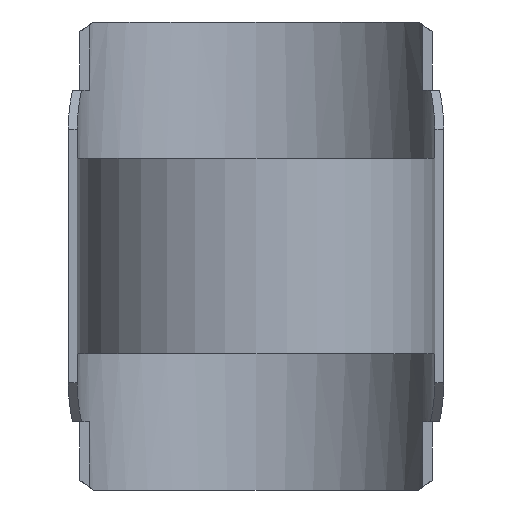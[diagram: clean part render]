
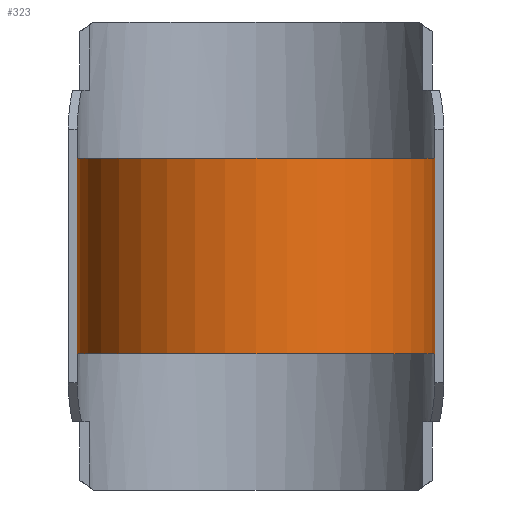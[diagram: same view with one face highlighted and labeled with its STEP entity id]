
A CAD part, front view. The second image highlights one B-rep face of the part: STEP entity #323.
In plain terms, the highlighted cylindrical face has radius 55 mm (diameter 110 mm), a partial arc.
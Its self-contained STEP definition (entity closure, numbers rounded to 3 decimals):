
#279 = VERTEX_POINT( '', #707 );
#317 = VERTEX_POINT( '', #745 );
#323 = ADVANCED_FACE( '', ( #751 ), #752, .T. );
#325 = VERTEX_POINT( '', #754 );
#383 = EDGE_CURVE( '', #317, #279, #822, .T. );
#389 = EDGE_CURVE( '', #317, #589, #828, .T. );
#545 = EDGE_CURVE( '', #325, #589, #1004, .T. );
#569 = EDGE_CURVE( '', #279, #325, #1031, .T. );
#589 = VERTEX_POINT( '', #1054 );
#707 = CARTESIAN_POINT( '', ( -55., 0., -30. ) );
#745 = CARTESIAN_POINT( '', ( -55., 0., 30. ) );
#751 = FACE_OUTER_BOUND( '', #1384, .T. );
#752 = CYLINDRICAL_SURFACE( '', #1385, 55. );
#754 = CARTESIAN_POINT( '', ( 55., 0., -30. ) );
#822 = LINE( '', #1473, #1474 );
#828 = CIRCLE( '', #1483, 55. );
#1004 = LINE( '', #1775, #1776 );
#1031 = CIRCLE( '', #1808, 55. );
#1054 = CARTESIAN_POINT( '', ( 55., 0., 30. ) );
#1384 = EDGE_LOOP( '', ( #2007, #2008, #2009, #2010 ) );
#1385 = AXIS2_PLACEMENT_3D( '', #2011, #2012, #2013 );
#1473 = CARTESIAN_POINT( '', ( -55., 0., 0. ) );
#1474 = VECTOR( '', #2105, 1. );
#1483 = AXIS2_PLACEMENT_3D( '', #2107, #2108, #2109 );
#1775 = CARTESIAN_POINT( '', ( 55., 0., 0. ) );
#1776 = VECTOR( '', #2305, 1. );
#1808 = AXIS2_PLACEMENT_3D( '', #2342, #2343, #2344 );
#2007 = ORIENTED_EDGE( '', *, *, #545, .T. );
#2008 = ORIENTED_EDGE( '', *, *, #389, .F. );
#2009 = ORIENTED_EDGE( '', *, *, #383, .T. );
#2010 = ORIENTED_EDGE( '', *, *, #569, .T. );
#2011 = CARTESIAN_POINT( '', ( 0., 0., 30. ) );
#2012 = DIRECTION( '', ( 0., 0., 1. ) );
#2013 = DIRECTION( '', ( 1., 0., 0. ) );
#2105 = DIRECTION( '', ( 0., 0., -1. ) );
#2107 = CARTESIAN_POINT( '', ( 0., 0., 30. ) );
#2108 = DIRECTION( '', ( 0., 0., 1. ) );
#2109 = DIRECTION( '', ( 1., 0., 0. ) );
#2305 = DIRECTION( '', ( 0., 0., 1. ) );
#2342 = CARTESIAN_POINT( '', ( 0., 0., -30. ) );
#2343 = DIRECTION( '', ( 0., 0., 1. ) );
#2344 = DIRECTION( '', ( 1., 0., 0. ) );
